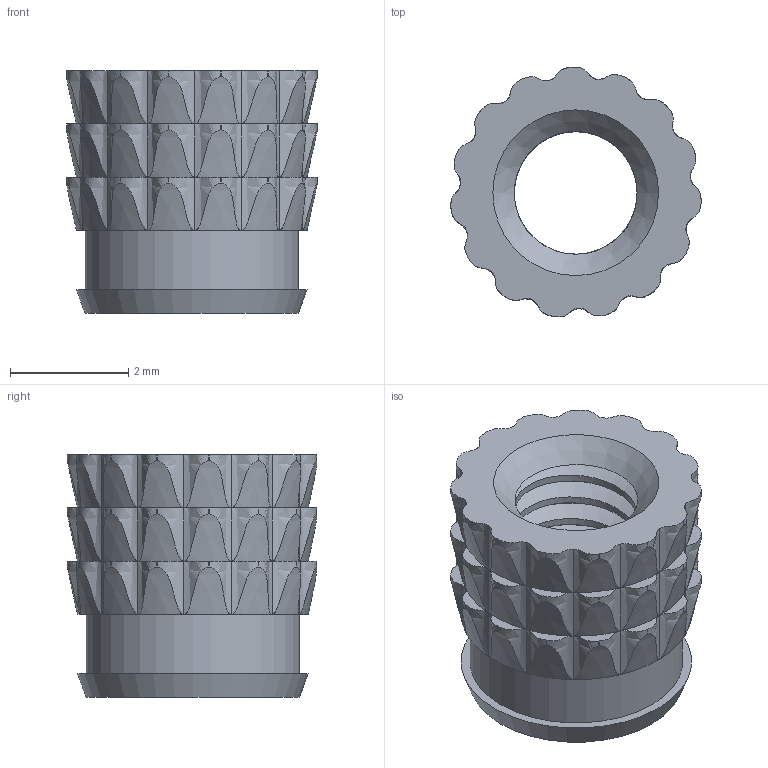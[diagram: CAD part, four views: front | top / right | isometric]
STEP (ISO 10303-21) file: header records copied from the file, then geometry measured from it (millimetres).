
FILE_DESCRIPTION(/* description */ (''),/* implementation_level */ '2;1');
FILE_NAME(/* name */ 'M2.5_threaded_insert.step',/* time_stamp */ '2020-10-16T12:45:04+01:00',/* author */ (''),/* organization */ (''),/* preprocessor_version */ 'ST-DEVELOPER v18.1',/* originating_system */ 'Autodesk Translation Framework v9.3.0.1241',/* authorisation */ '');
FILE_SCHEMA (('AUTOMOTIVE_DESIGN { 1 0 10303 214 3 1 1 }'));
Length unit declared in the file: millimetre
Products named in the file (1): M2.5_threaded_insert
Bounding box: 4.23 x 4.22 x 4.1 mm (x, y, z)
Volume: 31.7 mm3; surface area: 120 mm2
Topology: 1 solids, 1 shells, 239 faces, 521 edges, 286 vertices
Faces by surface type: bspline 92, cylinder 63, cone 48, plane 36
Full cylindrical faces by diameter (mm): 2.075 x4, 2.58 x2, 3.6 x1
Entity records: 16216 total; most frequent: CARTESIAN_POINT 11766, ORIENTED_EDGE 1042, DIRECTION 748, EDGE_CURVE 521, AXIS2_PLACEMENT_3D 297, VERTEX_POINT 286, EDGE_LOOP 243, FACE_OUTER_BOUND 239
